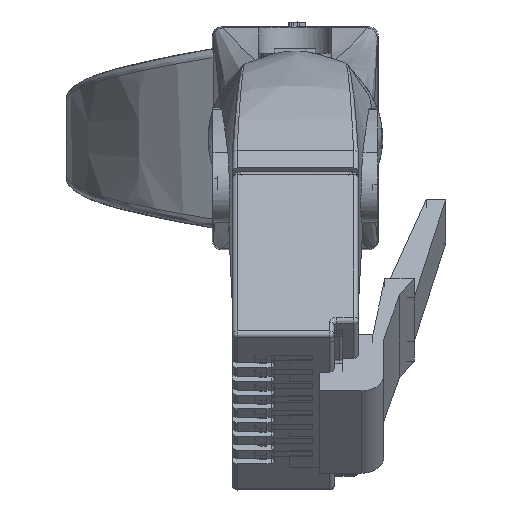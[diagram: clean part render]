
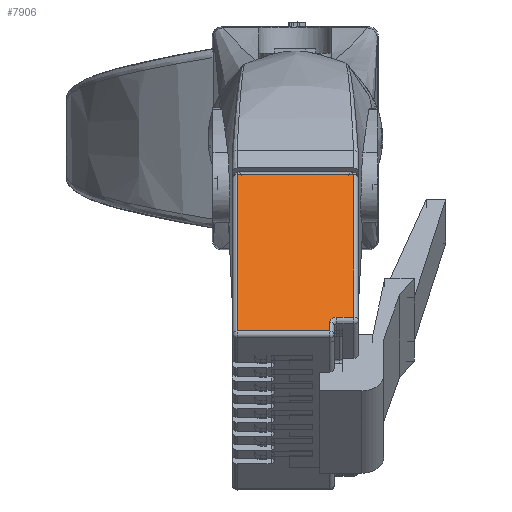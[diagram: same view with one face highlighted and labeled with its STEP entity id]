
A CAD part, left-side view. The second image highlights one B-rep face of the part: STEP entity #7906.
In plain terms, the highlighted face is planar.
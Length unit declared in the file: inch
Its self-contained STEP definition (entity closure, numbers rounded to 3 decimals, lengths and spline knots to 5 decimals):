
#188 = VERTEX_POINT ( 'NONE', #18317 ) ;
#285 = VERTEX_POINT ( 'NONE', #18284 ) ;
#318 = VERTEX_POINT ( 'NONE', #18252 ) ;
#365 = VERTEX_POINT ( 'NONE', #13909 ) ;
#397 = VERTEX_POINT ( 'NONE', #13617 ) ;
#453 = VERTEX_POINT ( 'NONE', #13578 ) ;
#602 = VERTEX_POINT ( 'NONE', #13961 ) ;
#7906 = ADVANCED_FACE ( 'NONE', ( #34035 ), #40406, .T. ) ;
#8422 = LINE ( 'NONE', #11706, #8425 ) ;
#8425 = VECTOR ( 'NONE', #11708, 39.37008 ) ;
#8428 = LINE ( 'NONE', #11707, #8430 ) ;
#8429 = CIRCLE ( 'NONE', #28909, 0.015 ) ;
#8430 = VECTOR ( 'NONE', #11693, 39.37008 ) ;
#8434 = LINE ( 'NONE', #11722, #8437 ) ;
#8436 = LINE ( 'NONE', #11724, #8439 ) ;
#8437 = VECTOR ( 'NONE', #11723, 39.37008 ) ;
#8438 = LINE ( 'NONE', #11726, #8441 ) ;
#8439 = VECTOR ( 'NONE', #11725, 39.37008 ) ;
#8440 = LINE ( 'NONE', #11728, #8443 ) ;
#8441 = VECTOR ( 'NONE', #11727, 39.37008 ) ;
#8443 = VECTOR ( 'NONE', #11729, 39.37008 ) ;
#11693 = DIRECTION ( 'NONE',  ( 0., 1., 0. ) ) ;
#11706 = CARTESIAN_POINT ( 'NONE',  ( -0.23, 0.12, -0.485 ) ) ;
#11707 = CARTESIAN_POINT ( 'NONE',  ( -0.23, 0.13, -0.05 ) ) ;
#11708 = DIRECTION ( 'NONE',  ( 0., 0., -1. ) ) ;
#11717 = CARTESIAN_POINT ( 'NONE',  ( -0.23, 0.085, -0.035 ) ) ;
#11718 = DIRECTION ( 'NONE',  ( 1., 0., 0. ) ) ;
#11719 = DIRECTION ( 'NONE',  ( 0., 0., 1. ) ) ;
#11722 = CARTESIAN_POINT ( 'NONE',  ( -0.23, -0.12, -0.465 ) ) ;
#11723 = DIRECTION ( 'NONE',  ( 0., -1., 0. ) ) ;
#11724 = CARTESIAN_POINT ( 'NONE',  ( -0.23, 0.07, -0.035 ) ) ;
#11725 = DIRECTION ( 'NONE',  ( 0., 0., -1. ) ) ;
#11726 = CARTESIAN_POINT ( 'NONE',  ( -0.23, 0.13, -0.01 ) ) ;
#11727 = DIRECTION ( 'NONE',  ( 0., 1., 0. ) ) ;
#11728 = CARTESIAN_POINT ( 'NONE',  ( -0.23, -0.12, -0.485 ) ) ;
#11729 = DIRECTION ( 'NONE',  ( 0., 0., 1. ) ) ;
#13578 = CARTESIAN_POINT ( 'NONE',  ( -0.23, 0.12, -0.05 ) ) ;
#13617 = CARTESIAN_POINT ( 'NONE',  ( -0.23, 0.085, -0.05 ) ) ;
#13909 = CARTESIAN_POINT ( 'NONE',  ( -0.23, 0.12, -0.465 ) ) ;
#13961 = CARTESIAN_POINT ( 'NONE',  ( -0.23, 0.07, -0.035 ) ) ;
#18252 = CARTESIAN_POINT ( 'NONE',  ( -0.23, -0.12, -0.01 ) ) ;
#18284 = CARTESIAN_POINT ( 'NONE',  ( -0.23, 0.07, -0.01 ) ) ;
#18317 = CARTESIAN_POINT ( 'NONE',  ( -0.23, -0.12, -0.465 ) ) ;
#20587 = EDGE_LOOP ( 'NONE', ( #35329, #35328, #35322, #35320, #35325, #35319, #35321 ) ) ;
#21736 = EDGE_CURVE ( 'NONE', #453, #365, #8422, .T. ) ;
#21739 = EDGE_CURVE ( 'NONE', #397, #453, #8428, .T. ) ;
#21740 = EDGE_CURVE ( 'NONE', #602, #397, #8429, .T. ) ;
#21743 = EDGE_CURVE ( 'NONE', #365, #188, #8434, .T. ) ;
#21744 = EDGE_CURVE ( 'NONE', #285, #602, #8436, .T. ) ;
#21745 = EDGE_CURVE ( 'NONE', #318, #285, #8438, .T. ) ;
#21746 = EDGE_CURVE ( 'NONE', #188, #318, #8440, .T. ) ;
#27731 = AXIS2_PLACEMENT_3D ( 'NONE', #40399, #40408, #40409 ) ;
#28909 = AXIS2_PLACEMENT_3D ( 'NONE', #11717, #11718, #11719 ) ;
#34035 = FACE_OUTER_BOUND ( 'NONE', #20587, .T. ) ;
#35319 = ORIENTED_EDGE ( 'NONE', *, *, #21740, .T. ) ;
#35320 = ORIENTED_EDGE ( 'NONE', *, *, #21745, .T. ) ;
#35321 = ORIENTED_EDGE ( 'NONE', *, *, #21739, .T. ) ;
#35322 = ORIENTED_EDGE ( 'NONE', *, *, #21746, .T. ) ;
#35325 = ORIENTED_EDGE ( 'NONE', *, *, #21744, .T. ) ;
#35328 = ORIENTED_EDGE ( 'NONE', *, *, #21743, .T. ) ;
#35329 = ORIENTED_EDGE ( 'NONE', *, *, #21736, .T. ) ;
#40399 = CARTESIAN_POINT ( 'NONE',  ( -0.23, 0.13, -0.485 ) ) ;
#40406 = PLANE ( 'NONE',  #27731 ) ;
#40408 = DIRECTION ( 'NONE',  ( -1., 0., 0. ) ) ;
#40409 = DIRECTION ( 'NONE',  ( 0., 0., 1. ) ) ;
